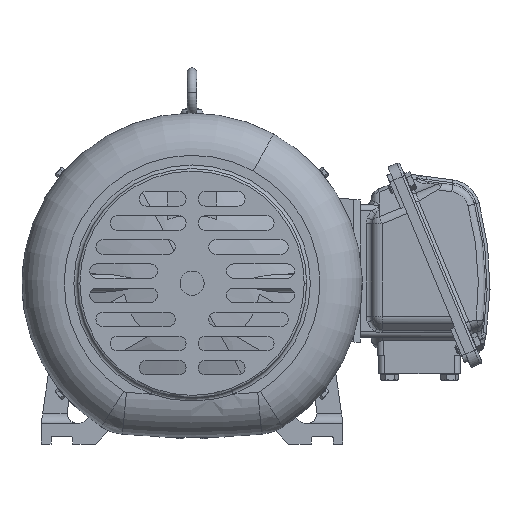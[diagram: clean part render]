
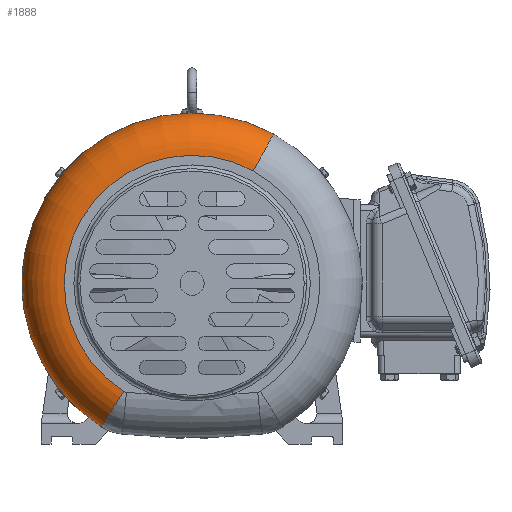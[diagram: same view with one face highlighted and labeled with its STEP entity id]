
A CAD part, front view. The second image highlights one B-rep face of the part: STEP entity #1888.
In plain terms, the highlighted toroidal (fillet/blend) face has major radius 106 mm and minor radius 35 mm.
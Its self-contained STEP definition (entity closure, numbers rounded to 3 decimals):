
#1298=CARTESIAN_POINT('Vertex',(67.599,-172.,123.739)) ;
#1605=CARTESIAN_POINT('Vertex',(-75.287,-172.,-119.218)) ;
#1608=CARTESIAN_POINT('Axis2P3D Location',(0.,-172.,0.)) ;
#1751=CARTESIAN_POINT('Axis2P3D Location',(50.819,-172.,93.024)) ;
#1755=CARTESIAN_POINT('Vertex',(50.819,-207.,93.024)) ;
#1865=CARTESIAN_POINT('Axis2P3D Location',(0.,-172.,0.)) ;
#1870=CARTESIAN_POINT('Axis2P3D Location',(-56.598,-172.,-89.625)) ;
#1874=CARTESIAN_POINT('Vertex',(-56.598,-207.,-89.625)) ;
#1877=CARTESIAN_POINT('Axis2P3D Location',(0.,-207.,0.)) ;
#1609=DIRECTION('Axis2P3D Direction',(-0.,1.,0.)) ;
#1752=DIRECTION('Axis2P3D Direction',(-0.878,0.,0.479)) ;
#1866=DIRECTION('Axis2P3D Direction',(0.,1.,0.)) ;
#1867=DIRECTION('Axis2P3D XDirection',(-0.468,0.,-0.884)) ;
#1871=DIRECTION('Axis2P3D Direction',(0.846,0.,-0.534)) ;
#1878=DIRECTION('Axis2P3D Direction',(-0.,1.,0.)) ;
#1610=AXIS2_PLACEMENT_3D('Circle Axis2P3D',#1608,#1609,$) ;
#1753=AXIS2_PLACEMENT_3D('Circle Axis2P3D',#1751,#1752,$) ;
#1868=AXIS2_PLACEMENT_3D('Torus Axis2P3D',#1865,#1866,#1867) ;
#1872=AXIS2_PLACEMENT_3D('Circle Axis2P3D',#1870,#1871,$) ;
#1879=AXIS2_PLACEMENT_3D('Circle Axis2P3D',#1877,#1878,$) ;
#1883=ORIENTED_EDGE('',*,*,#1876,.T.) ;
#1884=ORIENTED_EDGE('',*,*,#1881,.T.) ;
#1885=ORIENTED_EDGE('',*,*,#1757,.F.) ;
#1886=ORIENTED_EDGE('',*,*,#1612,.F.) ;
#1888=ADVANCED_FACE('PartBody',(#1887),#1869,.T.) ;
#1611=CIRCLE('generated circle',#1610,141.) ;
#1754=CIRCLE('generated circle',#1753,35.) ;
#1873=CIRCLE('generated circle',#1872,35.) ;
#1880=CIRCLE('generated circle',#1879,106.) ;
#1869=TOROIDAL_SURFACE('homeo Torus',#1868,106.,35.) ;
#1612=EDGE_CURVE('',#1606,#1299,#1611,.T.) ;
#1757=EDGE_CURVE('',#1299,#1756,#1754,.F.) ;
#1876=EDGE_CURVE('',#1606,#1875,#1873,.F.) ;
#1881=EDGE_CURVE('',#1875,#1756,#1880,.T.) ;
#1882=EDGE_LOOP('',(#1883,#1884,#1885,#1886)) ;
#1887=FACE_OUTER_BOUND('',#1882,.T.) ;
#1299=VERTEX_POINT('',#1298) ;
#1606=VERTEX_POINT('',#1605) ;
#1756=VERTEX_POINT('',#1755) ;
#1875=VERTEX_POINT('',#1874) ;
